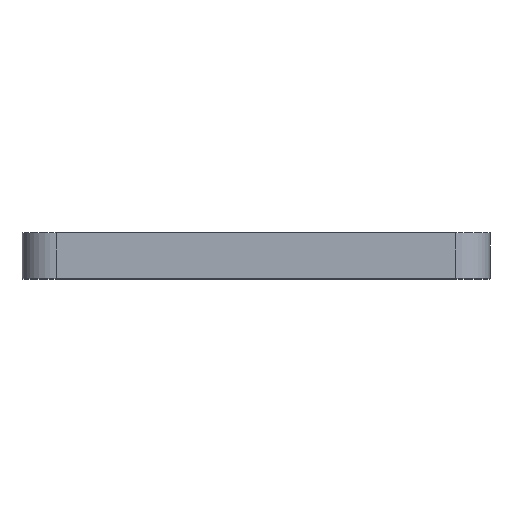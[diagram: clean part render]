
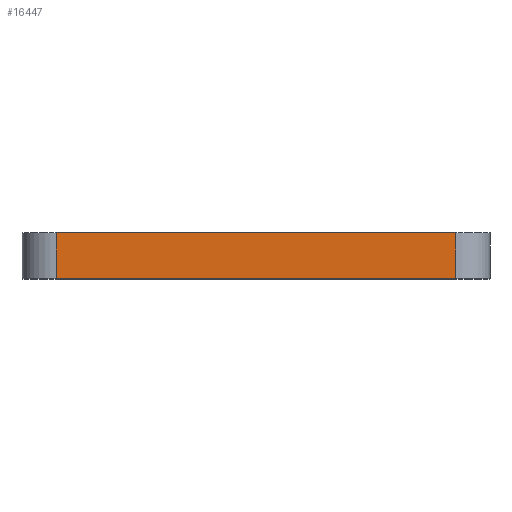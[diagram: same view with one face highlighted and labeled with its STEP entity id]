
A CAD part, top view. The second image highlights one B-rep face of the part: STEP entity #16447.
In plain terms, the highlighted planar face has unit normal (0, 0, 1).
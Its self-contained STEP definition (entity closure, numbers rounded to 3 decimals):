
#230 = DIRECTION ( 'NONE',  ( 0., 1., 0. ) ) ;
#526 = VERTEX_POINT ( 'NONE', #8702 ) ;
#629 = LINE ( 'NONE', #5422, #13743 ) ;
#1212 = CARTESIAN_POINT ( 'NONE',  ( -17.5, 0., 20.5 ) ) ;
#3008 = EDGE_CURVE ( 'NONE', #526, #5701, #629, .T. ) ;
#3110 = VECTOR ( 'NONE', #6144, 1000. ) ;
#3220 = LINE ( 'NONE', #15603, #13927 ) ;
#3825 = FACE_OUTER_BOUND ( 'NONE', #5358, .T. ) ;
#3967 = EDGE_CURVE ( 'NONE', #10215, #10598, #3220, .T. ) ;
#4100 = ORIENTED_EDGE ( 'NONE', *, *, #8534, .T. ) ;
#4322 = LINE ( 'NONE', #4702, #3110 ) ;
#4702 = CARTESIAN_POINT ( 'NONE',  ( -17.5, 4., 20.5 ) ) ;
#4876 = CARTESIAN_POINT ( 'NONE',  ( 17.5, 0., 20.5 ) ) ;
#5199 = CARTESIAN_POINT ( 'NONE',  ( 17.5, 4., 20.5 ) ) ;
#5356 = DIRECTION ( 'NONE',  ( 1., 0., 0. ) ) ;
#5358 = EDGE_LOOP ( 'NONE', ( #8999, #4100, #7478, #15243 ) ) ;
#5422 = CARTESIAN_POINT ( 'NONE',  ( -20.5, 4., 20.5 ) ) ;
#5701 = VERTEX_POINT ( 'NONE', #11159 ) ;
#5746 = DIRECTION ( 'NONE',  ( 0., 0., -1. ) ) ;
#6144 = DIRECTION ( 'NONE',  ( 0., -1., 0. ) ) ;
#7478 = ORIENTED_EDGE ( 'NONE', *, *, #3967, .T. ) ;
#8204 = DIRECTION ( 'NONE',  ( -1., 0., 0. ) ) ;
#8229 = DIRECTION ( 'NONE',  ( 1., 0., 0. ) ) ;
#8534 = EDGE_CURVE ( 'NONE', #526, #10215, #4322, .T. ) ;
#8702 = CARTESIAN_POINT ( 'NONE',  ( -17.5, 4., 20.5 ) ) ;
#8999 = ORIENTED_EDGE ( 'NONE', *, *, #3008, .F. ) ;
#9843 = EDGE_CURVE ( 'NONE', #10598, #5701, #9891, .T. ) ;
#9891 = LINE ( 'NONE', #5199, #15438 ) ;
#10215 = VERTEX_POINT ( 'NONE', #1212 ) ;
#10598 = VERTEX_POINT ( 'NONE', #4876 ) ;
#11159 = CARTESIAN_POINT ( 'NONE',  ( 17.5, 4., 20.5 ) ) ;
#13743 = VECTOR ( 'NONE', #8229, 1000. ) ;
#13927 = VECTOR ( 'NONE', #5356, 1000. ) ;
#14549 = CARTESIAN_POINT ( 'NONE',  ( -20.5, 4., 20.5 ) ) ;
#14568 = AXIS2_PLACEMENT_3D ( 'NONE', #14549, #5746, #8204 ) ;
#15243 = ORIENTED_EDGE ( 'NONE', *, *, #9843, .T. ) ;
#15438 = VECTOR ( 'NONE', #230, 1000. ) ;
#15603 = CARTESIAN_POINT ( 'NONE',  ( -20.5, 0., 20.5 ) ) ;
#15832 = PLANE ( 'NONE',  #14568 ) ;
#16447 = ADVANCED_FACE ( 'NONE', ( #3825 ), #15832, .F. ) ;
